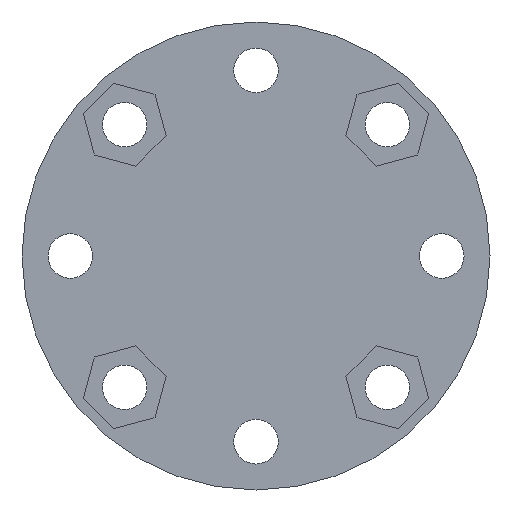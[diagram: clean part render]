
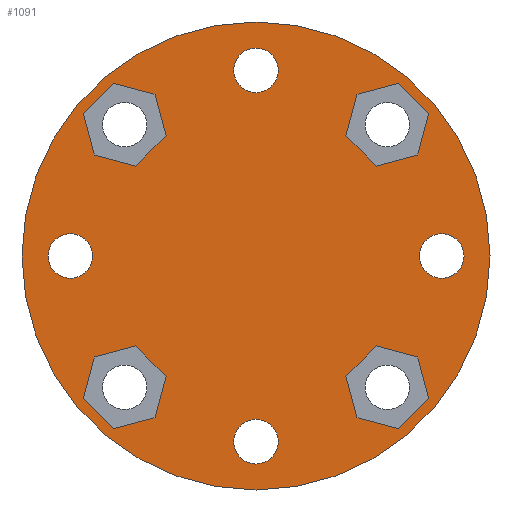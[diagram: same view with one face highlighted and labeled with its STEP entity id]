
A CAD part, front view. The second image highlights one B-rep face of the part: STEP entity #1091.
In plain terms, the highlighted planar face has unit normal (0, -1, 0).
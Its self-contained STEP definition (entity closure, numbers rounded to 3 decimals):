
#24=FACE_BOUND('',#193,.T.);
#25=FACE_BOUND('',#194,.T.);
#26=FACE_BOUND('',#195,.T.);
#27=FACE_BOUND('',#196,.T.);
#28=FACE_BOUND('',#197,.T.);
#29=FACE_BOUND('',#198,.T.);
#30=FACE_BOUND('',#199,.T.);
#31=FACE_BOUND('',#200,.T.);
#52=PLANE('',#1200);
#122=FACE_OUTER_BOUND('',#192,.T.);
#192=EDGE_LOOP('',(#923));
#193=EDGE_LOOP('',(#924,#925,#926,#927,#928,#929));
#194=EDGE_LOOP('',(#930));
#195=EDGE_LOOP('',(#931));
#196=EDGE_LOOP('',(#932));
#197=EDGE_LOOP('',(#933));
#198=EDGE_LOOP('',(#934,#935,#936,#937,#938,#939));
#199=EDGE_LOOP('',(#940,#941,#942,#943,#944,#945));
#200=EDGE_LOOP('',(#946,#947,#948,#949,#950,#951));
#290=LINE('',#1762,#396);
#293=LINE('',#1767,#399);
#295=LINE('',#1771,#401);
#297=LINE('',#1775,#403);
#299=LINE('',#1779,#405);
#301=LINE('',#1782,#407);
#302=LINE('',#1786,#408);
#303=LINE('',#1788,#409);
#304=LINE('',#1790,#410);
#305=LINE('',#1792,#411);
#306=LINE('',#1794,#412);
#307=LINE('',#1795,#413);
#308=LINE('',#1806,#414);
#309=LINE('',#1808,#415);
#310=LINE('',#1810,#416);
#311=LINE('',#1812,#417);
#312=LINE('',#1814,#418);
#313=LINE('',#1815,#419);
#314=LINE('',#1818,#420);
#315=LINE('',#1820,#421);
#316=LINE('',#1822,#422);
#317=LINE('',#1824,#423);
#318=LINE('',#1826,#424);
#319=LINE('',#1827,#425);
#396=VECTOR('',#1417,10.);
#399=VECTOR('',#1422,10.);
#401=VECTOR('',#1426,10.);
#403=VECTOR('',#1430,10.);
#405=VECTOR('',#1434,10.);
#407=VECTOR('',#1438,10.);
#408=VECTOR('',#1441,10.);
#409=VECTOR('',#1442,10.);
#410=VECTOR('',#1443,10.);
#411=VECTOR('',#1444,10.);
#412=VECTOR('',#1445,10.);
#413=VECTOR('',#1446,10.);
#414=VECTOR('',#1455,10.);
#415=VECTOR('',#1456,10.);
#416=VECTOR('',#1457,10.);
#417=VECTOR('',#1458,10.);
#418=VECTOR('',#1459,10.);
#419=VECTOR('',#1460,10.);
#420=VECTOR('',#1461,10.);
#421=VECTOR('',#1462,10.);
#422=VECTOR('',#1463,10.);
#423=VECTOR('',#1464,10.);
#424=VECTOR('',#1465,10.);
#425=VECTOR('',#1466,10.);
#473=CIRCLE('',#1168,31.5);
#482=CIRCLE('',#1201,3.);
#483=CIRCLE('',#1202,3.);
#484=CIRCLE('',#1203,3.);
#485=CIRCLE('',#1204,3.);
#520=VERTEX_POINT('',#1655);
#557=VERTEX_POINT('',#1760);
#558=VERTEX_POINT('',#1761);
#559=VERTEX_POINT('',#1766);
#560=VERTEX_POINT('',#1770);
#561=VERTEX_POINT('',#1774);
#562=VERTEX_POINT('',#1778);
#563=VERTEX_POINT('',#1784);
#564=VERTEX_POINT('',#1785);
#565=VERTEX_POINT('',#1787);
#566=VERTEX_POINT('',#1789);
#567=VERTEX_POINT('',#1791);
#568=VERTEX_POINT('',#1793);
#569=VERTEX_POINT('',#1796);
#570=VERTEX_POINT('',#1798);
#571=VERTEX_POINT('',#1800);
#572=VERTEX_POINT('',#1802);
#573=VERTEX_POINT('',#1804);
#574=VERTEX_POINT('',#1805);
#575=VERTEX_POINT('',#1807);
#576=VERTEX_POINT('',#1809);
#577=VERTEX_POINT('',#1811);
#578=VERTEX_POINT('',#1813);
#579=VERTEX_POINT('',#1816);
#580=VERTEX_POINT('',#1817);
#581=VERTEX_POINT('',#1819);
#582=VERTEX_POINT('',#1821);
#583=VERTEX_POINT('',#1823);
#584=VERTEX_POINT('',#1825);
#633=EDGE_CURVE('',#520,#520,#473,.T.);
#682=EDGE_CURVE('',#557,#558,#290,.T.);
#685=EDGE_CURVE('',#558,#559,#293,.T.);
#687=EDGE_CURVE('',#559,#560,#295,.T.);
#689=EDGE_CURVE('',#560,#561,#297,.T.);
#691=EDGE_CURVE('',#561,#562,#299,.T.);
#693=EDGE_CURVE('',#562,#557,#301,.T.);
#694=EDGE_CURVE('',#563,#564,#302,.T.);
#695=EDGE_CURVE('',#565,#563,#303,.T.);
#696=EDGE_CURVE('',#566,#565,#304,.T.);
#697=EDGE_CURVE('',#567,#566,#305,.T.);
#698=EDGE_CURVE('',#568,#567,#306,.T.);
#699=EDGE_CURVE('',#564,#568,#307,.T.);
#700=EDGE_CURVE('',#569,#569,#482,.T.);
#701=EDGE_CURVE('',#570,#570,#483,.T.);
#702=EDGE_CURVE('',#571,#571,#484,.T.);
#703=EDGE_CURVE('',#572,#572,#485,.T.);
#704=EDGE_CURVE('',#573,#574,#308,.T.);
#705=EDGE_CURVE('',#574,#575,#309,.T.);
#706=EDGE_CURVE('',#575,#576,#310,.T.);
#707=EDGE_CURVE('',#576,#577,#311,.T.);
#708=EDGE_CURVE('',#577,#578,#312,.T.);
#709=EDGE_CURVE('',#578,#573,#313,.T.);
#710=EDGE_CURVE('',#579,#580,#314,.T.);
#711=EDGE_CURVE('',#581,#579,#315,.T.);
#712=EDGE_CURVE('',#582,#581,#316,.T.);
#713=EDGE_CURVE('',#583,#582,#317,.T.);
#714=EDGE_CURVE('',#584,#583,#318,.T.);
#715=EDGE_CURVE('',#580,#584,#319,.T.);
#923=ORIENTED_EDGE('',*,*,#633,.F.);
#924=ORIENTED_EDGE('',*,*,#694,.F.);
#925=ORIENTED_EDGE('',*,*,#695,.F.);
#926=ORIENTED_EDGE('',*,*,#696,.F.);
#927=ORIENTED_EDGE('',*,*,#697,.F.);
#928=ORIENTED_EDGE('',*,*,#698,.F.);
#929=ORIENTED_EDGE('',*,*,#699,.F.);
#930=ORIENTED_EDGE('',*,*,#700,.F.);
#931=ORIENTED_EDGE('',*,*,#701,.F.);
#932=ORIENTED_EDGE('',*,*,#702,.F.);
#933=ORIENTED_EDGE('',*,*,#703,.F.);
#934=ORIENTED_EDGE('',*,*,#704,.T.);
#935=ORIENTED_EDGE('',*,*,#705,.T.);
#936=ORIENTED_EDGE('',*,*,#706,.T.);
#937=ORIENTED_EDGE('',*,*,#707,.T.);
#938=ORIENTED_EDGE('',*,*,#708,.T.);
#939=ORIENTED_EDGE('',*,*,#709,.T.);
#940=ORIENTED_EDGE('',*,*,#710,.F.);
#941=ORIENTED_EDGE('',*,*,#711,.F.);
#942=ORIENTED_EDGE('',*,*,#712,.F.);
#943=ORIENTED_EDGE('',*,*,#713,.F.);
#944=ORIENTED_EDGE('',*,*,#714,.F.);
#945=ORIENTED_EDGE('',*,*,#715,.F.);
#946=ORIENTED_EDGE('',*,*,#682,.F.);
#947=ORIENTED_EDGE('',*,*,#693,.F.);
#948=ORIENTED_EDGE('',*,*,#691,.F.);
#949=ORIENTED_EDGE('',*,*,#689,.F.);
#950=ORIENTED_EDGE('',*,*,#687,.F.);
#951=ORIENTED_EDGE('',*,*,#685,.F.);
#1091=ADVANCED_FACE('',(#122,#24,#25,#26,#27,#28,#29,#30,#31),#52,.F.);
#1168=AXIS2_PLACEMENT_3D('',#1657,#1323,#1324);
#1200=AXIS2_PLACEMENT_3D('',#1783,#1439,#1440);
#1201=AXIS2_PLACEMENT_3D('',#1797,#1447,#1448);
#1202=AXIS2_PLACEMENT_3D('',#1799,#1449,#1450);
#1203=AXIS2_PLACEMENT_3D('',#1801,#1451,#1452);
#1204=AXIS2_PLACEMENT_3D('',#1803,#1453,#1454);
#1323=DIRECTION('center_axis',(0.,1.,0.));
#1324=DIRECTION('ref_axis',(1.,0.,0.));
#1417=DIRECTION('',(-0.966,0.,-0.259));
#1422=DIRECTION('',(-0.259,0.,-0.966));
#1426=DIRECTION('',(0.707,0.,-0.707));
#1430=DIRECTION('',(0.966,0.,0.259));
#1434=DIRECTION('',(0.259,0.,0.966));
#1438=DIRECTION('',(-0.707,0.,0.707));
#1439=DIRECTION('center_axis',(0.,1.,0.));
#1440=DIRECTION('ref_axis',(1.,0.,0.));
#1441=DIRECTION('',(0.259,0.,-0.966));
#1442=DIRECTION('',(-0.707,0.,-0.707));
#1443=DIRECTION('',(-0.966,0.,0.259));
#1444=DIRECTION('',(-0.259,0.,0.966));
#1445=DIRECTION('',(0.707,0.,0.707));
#1446=DIRECTION('',(0.966,0.,-0.259));
#1447=DIRECTION('center_axis',(0.,-1.,0.));
#1448=DIRECTION('ref_axis',(1.,0.,0.));
#1449=DIRECTION('center_axis',(0.,-1.,0.));
#1450=DIRECTION('ref_axis',(1.,0.,0.));
#1451=DIRECTION('center_axis',(0.,-1.,0.));
#1452=DIRECTION('ref_axis',(1.,0.,0.));
#1453=DIRECTION('center_axis',(0.,-1.,0.));
#1454=DIRECTION('ref_axis',(1.,0.,0.));
#1455=DIRECTION('',(0.259,0.,-0.966));
#1456=DIRECTION('',(-0.707,0.,-0.707));
#1457=DIRECTION('',(-0.966,0.,0.259));
#1458=DIRECTION('',(-0.259,0.,0.966));
#1459=DIRECTION('',(0.707,0.,0.707));
#1460=DIRECTION('',(0.966,0.,-0.259));
#1461=DIRECTION('',(0.966,0.,0.259));
#1462=DIRECTION('',(0.707,0.,-0.707));
#1463=DIRECTION('',(-0.259,0.,-0.966));
#1464=DIRECTION('',(-0.966,0.,-0.259));
#1465=DIRECTION('',(-0.707,0.,0.707));
#1466=DIRECTION('',(0.259,0.,0.966));
#1655=CARTESIAN_POINT('',(-31.5,0.,0.));
#1657=CARTESIAN_POINT('Origin',(0.,0.,0.));
#1760=CARTESIAN_POINT('',(-16.183,0.,-12.101));
#1761=CARTESIAN_POINT('',(-21.76,0.,-13.595));
#1762=CARTESIAN_POINT('',(-9.91,0.,-10.42));
#1766=CARTESIAN_POINT('',(-23.254,0.,-19.172));
#1767=CARTESIAN_POINT('',(-20.079,0.,-7.321));
#1770=CARTESIAN_POINT('',(-19.172,0.,-23.254));
#1771=CARTESIAN_POINT('',(-20.193,0.,-22.234));
#1774=CARTESIAN_POINT('',(-13.595,0.,-21.76));
#1775=CARTESIAN_POINT('',(-4.533,0.,-19.332));
#1778=CARTESIAN_POINT('',(-12.101,0.,-16.183));
#1779=CARTESIAN_POINT('',(-9.673,0.,-7.121));
#1782=CARTESIAN_POINT('',(-15.163,0.,-13.122));
#1783=CARTESIAN_POINT('Origin',(0.,0.,0.));
#1784=CARTESIAN_POINT('',(12.101,0.,-16.183));
#1785=CARTESIAN_POINT('',(13.595,0.,-21.76));
#1786=CARTESIAN_POINT('',(10.42,0.,-9.91));
#1787=CARTESIAN_POINT('',(16.183,0.,-12.101));
#1788=CARTESIAN_POINT('',(13.122,0.,-15.163));
#1789=CARTESIAN_POINT('',(21.76,0.,-13.595));
#1790=CARTESIAN_POINT('',(7.121,0.,-9.673));
#1791=CARTESIAN_POINT('',(23.254,0.,-19.172));
#1792=CARTESIAN_POINT('',(19.332,0.,-4.533));
#1793=CARTESIAN_POINT('',(19.172,0.,-23.254));
#1794=CARTESIAN_POINT('',(22.234,0.,-20.193));
#1795=CARTESIAN_POINT('',(7.321,0.,-20.079));
#1796=CARTESIAN_POINT('',(-3.,0.,25.));
#1797=CARTESIAN_POINT('Origin',(0.,0.,25.));
#1798=CARTESIAN_POINT('',(22.,0.,0.));
#1799=CARTESIAN_POINT('Origin',(25.,0.,0.));
#1800=CARTESIAN_POINT('',(-28.,0.,0.));
#1801=CARTESIAN_POINT('Origin',(-25.,0.,0.));
#1802=CARTESIAN_POINT('',(-3.,0.,-25.));
#1803=CARTESIAN_POINT('Origin',(0.,0.,-25.));
#1804=CARTESIAN_POINT('',(-13.595,0.,21.76));
#1805=CARTESIAN_POINT('',(-12.101,0.,16.183));
#1806=CARTESIAN_POINT('',(-10.42,0.,9.91));
#1807=CARTESIAN_POINT('',(-16.183,0.,12.101));
#1808=CARTESIAN_POINT('',(-13.122,0.,15.163));
#1809=CARTESIAN_POINT('',(-21.76,0.,13.595));
#1810=CARTESIAN_POINT('',(-7.121,0.,9.673));
#1811=CARTESIAN_POINT('',(-23.254,0.,19.172));
#1812=CARTESIAN_POINT('',(-19.332,0.,4.533));
#1813=CARTESIAN_POINT('',(-19.172,0.,23.254));
#1814=CARTESIAN_POINT('',(-22.234,0.,20.193));
#1815=CARTESIAN_POINT('',(-7.321,0.,20.079));
#1816=CARTESIAN_POINT('',(16.183,0.,12.101));
#1817=CARTESIAN_POINT('',(21.76,0.,13.595));
#1818=CARTESIAN_POINT('',(9.91,0.,10.42));
#1819=CARTESIAN_POINT('',(12.101,0.,16.183));
#1820=CARTESIAN_POINT('',(15.163,0.,13.122));
#1821=CARTESIAN_POINT('',(13.595,0.,21.76));
#1822=CARTESIAN_POINT('',(9.673,0.,7.121));
#1823=CARTESIAN_POINT('',(19.172,0.,23.254));
#1824=CARTESIAN_POINT('',(4.533,0.,19.332));
#1825=CARTESIAN_POINT('',(23.254,0.,19.172));
#1826=CARTESIAN_POINT('',(20.193,0.,22.234));
#1827=CARTESIAN_POINT('',(20.079,0.,7.321));
